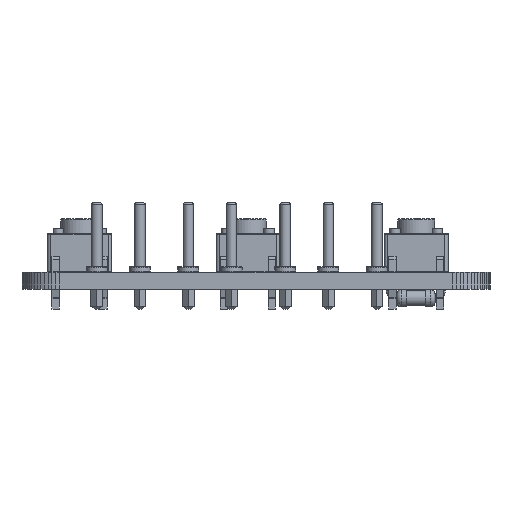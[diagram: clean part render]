
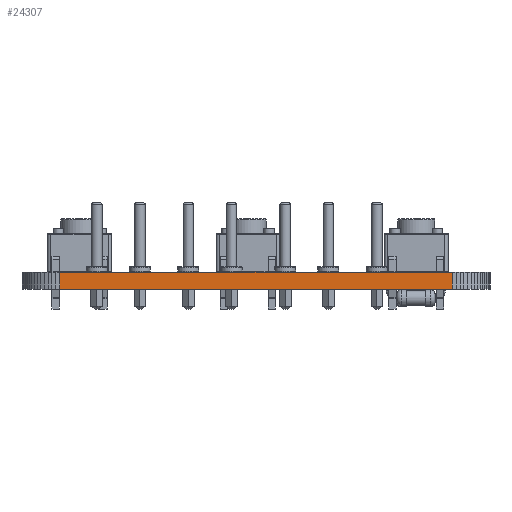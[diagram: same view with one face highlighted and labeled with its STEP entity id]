
A CAD part, left-side view. The second image highlights one B-rep face of the part: STEP entity #24307.
In plain terms, the highlighted planar face has unit normal (-1, 0, 0).
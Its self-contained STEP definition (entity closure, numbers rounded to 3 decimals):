
#10271 = PLANE('',#10272);
#10272 = AXIS2_PLACEMENT_3D('',#10273,#10274,#10275);
#10273 = CARTESIAN_POINT('',(179.165,-99.854,1.58));
#10274 = DIRECTION('',(-0.,-0.,-1.));
#10275 = DIRECTION('',(-1.,0.,0.));
#10325 = PLANE('',#10326);
#10326 = AXIS2_PLACEMENT_3D('',#10327,#10328,#10329);
#10327 = CARTESIAN_POINT('',(179.165,-99.854,0.));
#10328 = DIRECTION('',(-0.,-0.,-1.));
#10329 = DIRECTION('',(-1.,0.,0.));
#11694 = VERTEX_POINT('',#11695);
#11695 = CARTESIAN_POINT('',(129.731,-118.364,0.));
#11709 = PLANE('',#11710);
#11710 = AXIS2_PLACEMENT_3D('',#11711,#11712,#11713);
#11711 = CARTESIAN_POINT('',(129.75,-118.736,0.));
#11712 = DIRECTION('',(-0.999,-0.052,0.));
#11713 = DIRECTION('',(-0.052,0.999,0.));
#11721 = EDGE_CURVE('',#11694,#11722,#11724,.T.);
#11722 = VERTEX_POINT('',#11723);
#11723 = CARTESIAN_POINT('',(129.731,-81.344,0.));
#11724 = SURFACE_CURVE('',#11725,(#11729,#11736),.PCURVE_S1.);
#11725 = LINE('',#11726,#11727);
#11726 = CARTESIAN_POINT('',(129.731,-118.364,0.));
#11727 = VECTOR('',#11728,1.);
#11728 = DIRECTION('',(0.,1.,0.));
#11729 = PCURVE('',#10325,#11730);
#11730 = DEFINITIONAL_REPRESENTATION('',(#11731),#11735);
#11731 = LINE('',#11732,#11733);
#11732 = CARTESIAN_POINT('',(49.435,-18.51));
#11733 = VECTOR('',#11734,1.);
#11734 = DIRECTION('',(0.,1.));
#11735 = ( GEOMETRIC_REPRESENTATION_CONTEXT(2) 
PARAMETRIC_REPRESENTATION_CONTEXT() REPRESENTATION_CONTEXT('2D SPACE',''
  ) );
#11736 = PCURVE('',#11737,#11742);
#11737 = PLANE('',#11738);
#11738 = AXIS2_PLACEMENT_3D('',#11739,#11740,#11741);
#11739 = CARTESIAN_POINT('',(129.731,-118.364,0.));
#11740 = DIRECTION('',(-1.,0.,0.));
#11741 = DIRECTION('',(0.,1.,0.));
#11742 = DEFINITIONAL_REPRESENTATION('',(#11743),#11747);
#11743 = LINE('',#11744,#11745);
#11744 = CARTESIAN_POINT('',(0.,0.));
#11745 = VECTOR('',#11746,1.);
#11746 = DIRECTION('',(1.,0.));
#11747 = ( GEOMETRIC_REPRESENTATION_CONTEXT(2) 
PARAMETRIC_REPRESENTATION_CONTEXT() REPRESENTATION_CONTEXT('2D SPACE',''
  ) );
#11765 = PLANE('',#11766);
#11766 = AXIS2_PLACEMENT_3D('',#11767,#11768,#11769);
#11767 = CARTESIAN_POINT('',(129.731,-81.344,0.));
#11768 = DIRECTION('',(-0.999,0.052,0.));
#11769 = DIRECTION('',(0.052,0.999,0.));
#18524 = VERTEX_POINT('',#18525);
#18525 = CARTESIAN_POINT('',(129.731,-118.364,1.58));
#18546 = EDGE_CURVE('',#18524,#18547,#18549,.T.);
#18547 = VERTEX_POINT('',#18548);
#18548 = CARTESIAN_POINT('',(129.731,-81.344,1.58));
#18549 = SURFACE_CURVE('',#18550,(#18554,#18561),.PCURVE_S1.);
#18550 = LINE('',#18551,#18552);
#18551 = CARTESIAN_POINT('',(129.731,-118.364,1.58));
#18552 = VECTOR('',#18553,1.);
#18553 = DIRECTION('',(0.,1.,0.));
#18554 = PCURVE('',#10271,#18555);
#18555 = DEFINITIONAL_REPRESENTATION('',(#18556),#18560);
#18556 = LINE('',#18557,#18558);
#18557 = CARTESIAN_POINT('',(49.435,-18.51));
#18558 = VECTOR('',#18559,1.);
#18559 = DIRECTION('',(0.,1.));
#18560 = ( GEOMETRIC_REPRESENTATION_CONTEXT(2) 
PARAMETRIC_REPRESENTATION_CONTEXT() REPRESENTATION_CONTEXT('2D SPACE',''
  ) );
#18561 = PCURVE('',#11737,#18562);
#18562 = DEFINITIONAL_REPRESENTATION('',(#18563),#18567);
#18563 = LINE('',#18564,#18565);
#18564 = CARTESIAN_POINT('',(0.,-1.58));
#18565 = VECTOR('',#18566,1.);
#18566 = DIRECTION('',(1.,0.));
#18567 = ( GEOMETRIC_REPRESENTATION_CONTEXT(2) 
PARAMETRIC_REPRESENTATION_CONTEXT() REPRESENTATION_CONTEXT('2D SPACE',''
  ) );
#24257 = EDGE_CURVE('',#11722,#18547,#24258,.T.);
#24258 = SURFACE_CURVE('',#24259,(#24263,#24270),.PCURVE_S1.);
#24259 = LINE('',#24260,#24261);
#24260 = CARTESIAN_POINT('',(129.731,-81.344,0.));
#24261 = VECTOR('',#24262,1.);
#24262 = DIRECTION('',(0.,0.,1.));
#24263 = PCURVE('',#11765,#24264);
#24264 = DEFINITIONAL_REPRESENTATION('',(#24265),#24269);
#24265 = LINE('',#24266,#24267);
#24266 = CARTESIAN_POINT('',(0.,0.));
#24267 = VECTOR('',#24268,1.);
#24268 = DIRECTION('',(0.,-1.));
#24269 = ( GEOMETRIC_REPRESENTATION_CONTEXT(2) 
PARAMETRIC_REPRESENTATION_CONTEXT() REPRESENTATION_CONTEXT('2D SPACE',''
  ) );
#24270 = PCURVE('',#11737,#24271);
#24271 = DEFINITIONAL_REPRESENTATION('',(#24272),#24276);
#24272 = LINE('',#24273,#24274);
#24273 = CARTESIAN_POINT('',(37.021,0.));
#24274 = VECTOR('',#24275,1.);
#24275 = DIRECTION('',(0.,-1.));
#24276 = ( GEOMETRIC_REPRESENTATION_CONTEXT(2) 
PARAMETRIC_REPRESENTATION_CONTEXT() REPRESENTATION_CONTEXT('2D SPACE',''
  ) );
#24307 = ADVANCED_FACE('',(#24308),#11737,.T.);
#24308 = FACE_BOUND('',#24309,.T.);
#24309 = EDGE_LOOP('',(#24310,#24331,#24332,#24333));
#24310 = ORIENTED_EDGE('',*,*,#24311,.T.);
#24311 = EDGE_CURVE('',#11694,#18524,#24312,.T.);
#24312 = SURFACE_CURVE('',#24313,(#24317,#24324),.PCURVE_S1.);
#24313 = LINE('',#24314,#24315);
#24314 = CARTESIAN_POINT('',(129.731,-118.364,0.));
#24315 = VECTOR('',#24316,1.);
#24316 = DIRECTION('',(0.,0.,1.));
#24317 = PCURVE('',#11737,#24318);
#24318 = DEFINITIONAL_REPRESENTATION('',(#24319),#24323);
#24319 = LINE('',#24320,#24321);
#24320 = CARTESIAN_POINT('',(0.,0.));
#24321 = VECTOR('',#24322,1.);
#24322 = DIRECTION('',(0.,-1.));
#24323 = ( GEOMETRIC_REPRESENTATION_CONTEXT(2) 
PARAMETRIC_REPRESENTATION_CONTEXT() REPRESENTATION_CONTEXT('2D SPACE',''
  ) );
#24324 = PCURVE('',#11709,#24325);
#24325 = DEFINITIONAL_REPRESENTATION('',(#24326),#24330);
#24326 = LINE('',#24327,#24328);
#24327 = CARTESIAN_POINT('',(0.372,0.));
#24328 = VECTOR('',#24329,1.);
#24329 = DIRECTION('',(0.,-1.));
#24330 = ( GEOMETRIC_REPRESENTATION_CONTEXT(2) 
PARAMETRIC_REPRESENTATION_CONTEXT() REPRESENTATION_CONTEXT('2D SPACE',''
  ) );
#24331 = ORIENTED_EDGE('',*,*,#18546,.T.);
#24332 = ORIENTED_EDGE('',*,*,#24257,.F.);
#24333 = ORIENTED_EDGE('',*,*,#11721,.F.);
